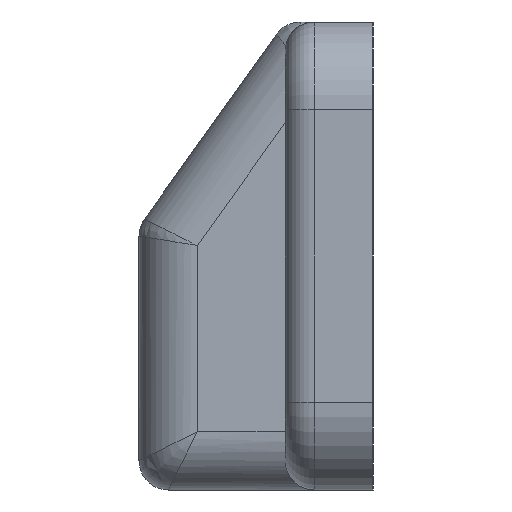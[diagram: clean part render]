
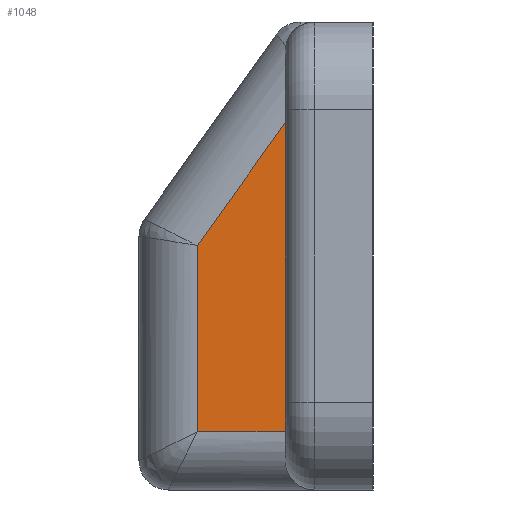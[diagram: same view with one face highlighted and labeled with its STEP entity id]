
A CAD part, left-side view. The second image highlights one B-rep face of the part: STEP entity #1048.
In plain terms, the highlighted planar face has unit normal (-1, 0, 0).
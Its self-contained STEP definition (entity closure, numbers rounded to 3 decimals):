
#6 = EDGE_CURVE ( 'NONE', #1395, #1392, #2081, .T. ) ;
#76 = VECTOR ( 'NONE', #1481, 1000. ) ;
#82 = VECTOR ( 'NONE', #1487, 1000. ) ;
#96 = VECTOR ( 'NONE', #1493, 1000. ) ;
#139 = ORIENTED_EDGE ( 'NONE', *, *, #983, .T. ) ;
#141 = ORIENTED_EDGE ( 'NONE', *, *, #6, .F. ) ;
#142 = ORIENTED_EDGE ( 'NONE', *, *, #981, .T. ) ;
#144 = ORIENTED_EDGE ( 'NONE', *, *, #979, .T. ) ;
#532 = PLANE ( 'NONE',  #2284 ) ;
#536 = CARTESIAN_POINT ( 'NONE',  ( -19., 0., 0. ) ) ;
#537 = DIRECTION ( 'NONE',  ( 1., 0., 0. ) ) ;
#538 = DIRECTION ( 'NONE',  ( 0., 0., -1. ) ) ;
#582 = CARTESIAN_POINT ( 'NONE',  ( -19., 6., 0.359 ) ) ;
#585 = CARTESIAN_POINT ( 'NONE',  ( -19., 6., -6. ) ) ;
#607 = CARTESIAN_POINT ( 'NONE',  ( -19., 3., -6. ) ) ;
#610 = CARTESIAN_POINT ( 'NONE',  ( -19., 3., 4.559 ) ) ;
#979 = EDGE_CURVE ( 'NONE', #1370, #1392, #1479, .T. ) ;
#981 = EDGE_CURVE ( 'NONE', #1367, #1370, #1485, .T. ) ;
#983 = EDGE_CURVE ( 'NONE', #1395, #1367, #1491, .T. ) ;
#1048 = ADVANCED_FACE ( 'NONE', ( #2292 ), #532, .F. ) ;
#1367 = VERTEX_POINT ( 'NONE', #582 ) ;
#1370 = VERTEX_POINT ( 'NONE', #585 ) ;
#1392 = VERTEX_POINT ( 'NONE', #607 ) ;
#1395 = VERTEX_POINT ( 'NONE', #610 ) ;
#1479 = LINE ( 'NONE', #1480, #76 ) ;
#1480 = CARTESIAN_POINT ( 'NONE',  ( -19., 0., -6. ) ) ;
#1481 = DIRECTION ( 'NONE',  ( 0., -1., 0. ) ) ;
#1485 = LINE ( 'NONE', #1486, #82 ) ;
#1486 = CARTESIAN_POINT ( 'NONE',  ( -19., 6., 0. ) ) ;
#1487 = DIRECTION ( 'NONE',  ( 0., 0., -1. ) ) ;
#1491 = LINE ( 'NONE', #1492, #96 ) ;
#1492 = CARTESIAN_POINT ( 'NONE',  ( -19., 4.143, 2.959 ) ) ;
#1493 = DIRECTION ( 'NONE',  ( 0., 0.581, -0.814 ) ) ;
#1804 = EDGE_LOOP ( 'NONE', ( #141, #139, #142, #144 ) ) ;
#2081 = LINE ( 'NONE', #2082, #2182 ) ;
#2082 = CARTESIAN_POINT ( 'NONE',  ( -19., 3., 5. ) ) ;
#2083 = DIRECTION ( 'NONE',  ( 0., 0., -1. ) ) ;
#2182 = VECTOR ( 'NONE', #2083, 1000. ) ;
#2284 = AXIS2_PLACEMENT_3D ( 'NONE', #536, #537, #538 ) ;
#2292 = FACE_OUTER_BOUND ( 'NONE', #1804, .T. ) ;
